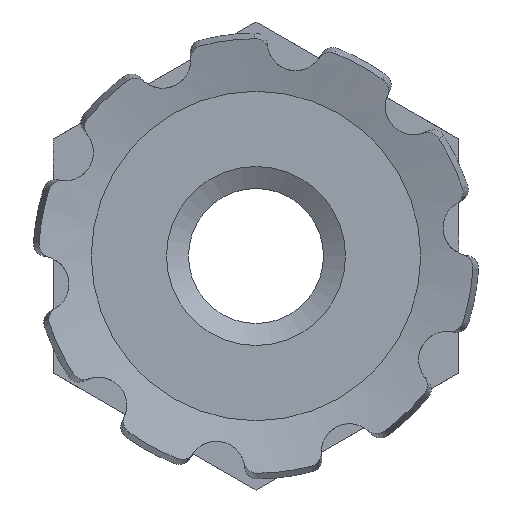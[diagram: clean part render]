
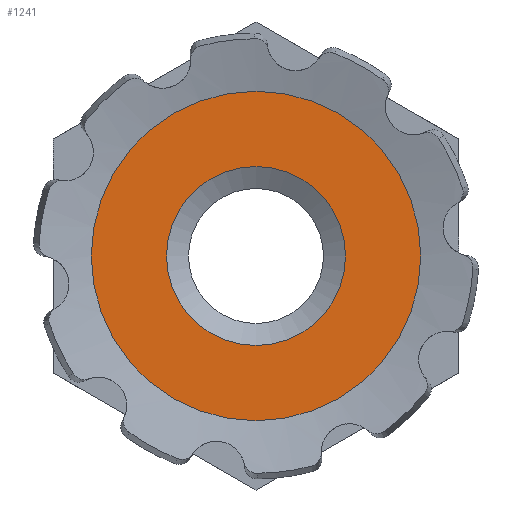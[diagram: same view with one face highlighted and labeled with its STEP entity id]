
A CAD part, front view. The second image highlights one B-rep face of the part: STEP entity #1241.
In plain terms, the highlighted planar face has unit normal (0, -1, 0).
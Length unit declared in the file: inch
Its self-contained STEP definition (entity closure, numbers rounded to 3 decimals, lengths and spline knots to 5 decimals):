
#37=FACE_BOUND('',#270,.T.);
#47=PLANE('',#1411);
#193=FACE_OUTER_BOUND('',#269,.T.);
#269=EDGE_LOOP('',(#1067));
#270=EDGE_LOOP('',(#1068));
#309=CIRCLE('',#1299,0.127);
#339=CIRCLE('',#1334,0.069);
#473=VERTEX_POINT('',#1939);
#549=VERTEX_POINT('',#2741);
#602=EDGE_CURVE('',#473,#473,#309,.T.);
#691=EDGE_CURVE('',#549,#549,#339,.T.);
#1067=ORIENTED_EDGE('',*,*,#602,.F.);
#1068=ORIENTED_EDGE('',*,*,#691,.T.);
#1241=ADVANCED_FACE('',(#193,#37),#47,.F.);
#1299=AXIS2_PLACEMENT_3D('',#1940,#1466,#1467);
#1334=AXIS2_PLACEMENT_3D('',#2742,#1541,#1542);
#1411=AXIS2_PLACEMENT_3D('',#2912,#1719,#1720);
#1466=DIRECTION('center_axis',(0.,1.,0.));
#1467=DIRECTION('ref_axis',(0.,0.,1.));
#1541=DIRECTION('center_axis',(0.,1.,0.));
#1542=DIRECTION('ref_axis',(0.,0.,1.));
#1719=DIRECTION('center_axis',(0.,1.,0.));
#1720=DIRECTION('ref_axis',(0.,0.,1.));
#1939=CARTESIAN_POINT('',(0.,-0.07508,0.127));
#1940=CARTESIAN_POINT('Origin',(0.,-0.07508,0.));
#2741=CARTESIAN_POINT('',(0.,-0.07508,-0.069));
#2742=CARTESIAN_POINT('Origin',(0.,-0.07508,0.));
#2912=CARTESIAN_POINT('Origin',(0.,-0.07508,-0.127));
